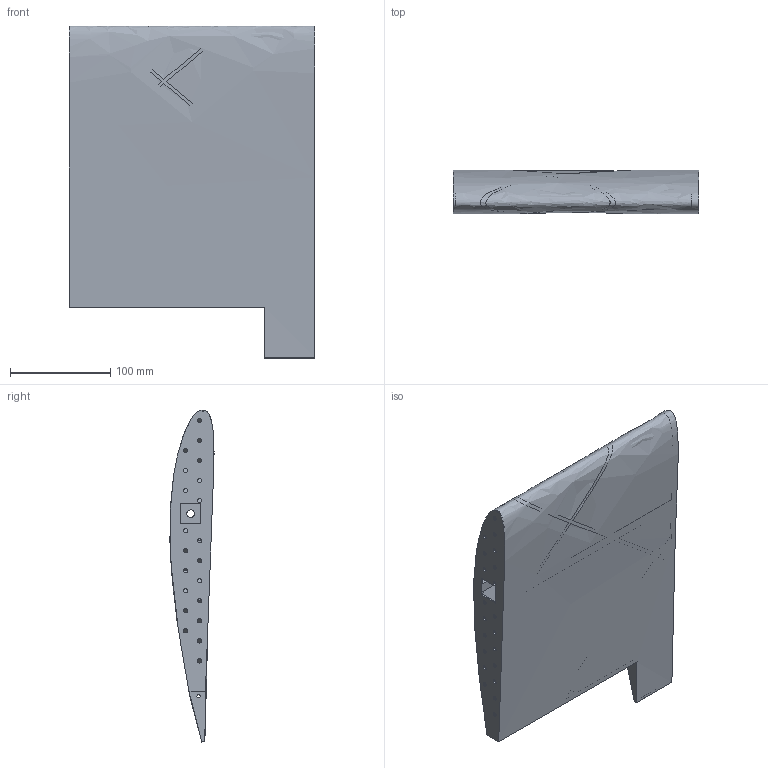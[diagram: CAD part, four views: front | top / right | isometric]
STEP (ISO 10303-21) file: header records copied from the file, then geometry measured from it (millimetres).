
FILE_DESCRIPTION(/* description */ (''),/* implementation_level */ '2;1');
FILE_NAME(/* name */ 'WingLeft_v0.2.stp',/* time_stamp */ '2026-02-02T17:23:43-05:00',/* author */ ('mateo'),/* organization */ (''),/* preprocessor_version */ 'ST-DEVELOPER v20.1',/* originating_system */ 'Autodesk Inventor 2026',/* authorisation */ '');
FILE_SCHEMA (('AUTOMOTIVE_DESIGN { 1 0 10303 214 3 1 1 }'));
Length unit declared in the file: millimetre
Products named in the file (1): WingLeft_v0.1
Bounding box: 245 x 43.93 x 331.34 mm (x, y, z)
Volume: 297525.6 mm3; surface area: 378955.4 mm2
Topology: 1 solids, 3 shells, 143 faces, 459 edges, 409 vertices
Faces by surface type: plane 96, cylinder 25, bspline 22
Full cylindrical faces by diameter (mm): 3.3 x2, 4.25 x21, 7.75 x1, 19.25 x1
Entity records: 9607 total; most frequent: CARTESIAN_POINT 5896, ORIENTED_EDGE 790, DIRECTION 589, EDGE_CURVE 395, VERTEX_POINT 259, LINE 229, VECTOR 229, EDGE_LOOP 197
